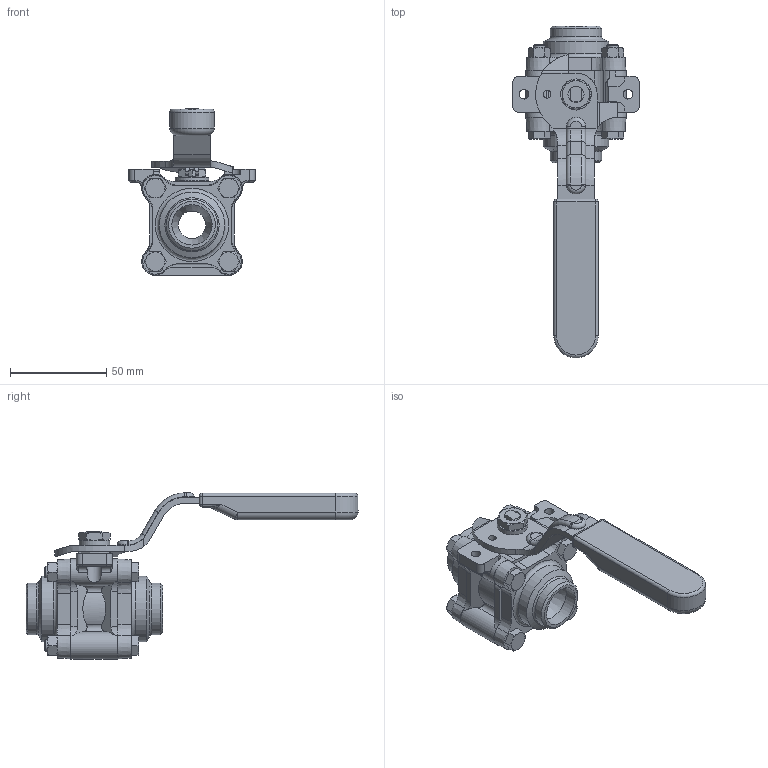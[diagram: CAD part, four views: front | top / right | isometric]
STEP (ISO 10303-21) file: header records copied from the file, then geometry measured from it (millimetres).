
FILE_DESCRIPTION((''),'2;1');
FILE_NAME('GA-A44-07-BWA-W-A-1.stp','2011-05-16T12:46:57',('jaday'),(''),'Autodesk Inventor 2009','Autodesk Inventor 2009','');
FILE_SCHEMA(('AUTOMOTIVE_DESIGN { 1 0 10303 214 1 1 1 1 }'));
Length unit declared in the file: millimetre
Products named in the file (11): GA-A44-07-BWA-W-A-1; GA-B04407-16254-A-1; GA-B04407-27100-A-1; GA-A44-05-STEM-BUILD-A-1; GA-B00005-06002-A-1; GA-B00005-52001-A-1; M06-8-045-110-A-1; M06-8-000-360-A-1; GA-B04405-01002-A-1; GA-B00005-34000-A-1; M10-0-000-5DS-A-1
Assembly tree (18 placements, depth 2):
  GA-A44-07-BWA-W-A-1
    GA-B04407-16254-A-1
    GA-B04407-27100-A-1  x2
    GA-A44-05-STEM-BUILD-A-1
    GA-B00005-06002-A-1  x2
    GA-B00005-52001-A-1
    M06-8-045-110-A-1  x4
    M06-8-000-360-A-1  x4
    GA-B04405-01002-A-1
    GA-B00005-34000-A-1
    M10-0-000-5DS-A-1
Bounding box: 65.65 x 172.47 x 86.46 mm (x, y, z)
Volume: 127240.7 mm3; surface area: 56654.2 mm2
Topology: 18 solids, 18 shells, 567 faces, 1390 edges, 862 vertices
Faces by surface type: plane 226, cylinder 149, cone 132, bspline 34, torus 20, sphere 6
Full cylindrical faces by diameter (mm): 4 x1, 4.917 x4, 6 x4, 6.5 x8, 6.8 x4, 9.406 x1, 14.095 x1, 14.3 x1, 14.35 x2, 17.45 x1, 20.975 x2, 22 x1, 26.825 x2, 34.05 x2
Entity records: 13206 total; most frequent: CARTESIAN_POINT 3392, DIRECTION 2030, ORIENTED_EDGE 1952, EDGE_CURVE 976, AXIS2_PLACEMENT_3D 774, VERTEX_POINT 632, VECTOR 482, LINE 482
